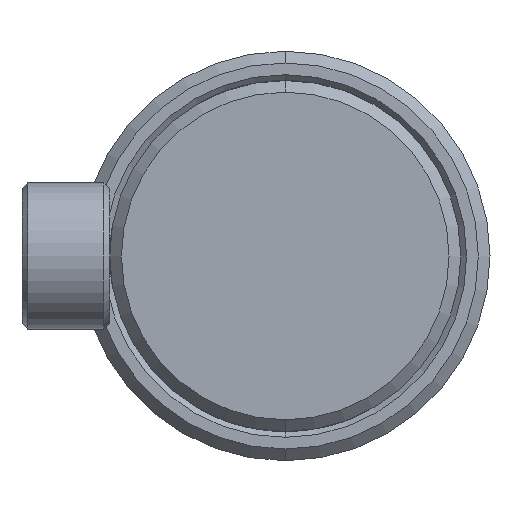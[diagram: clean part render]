
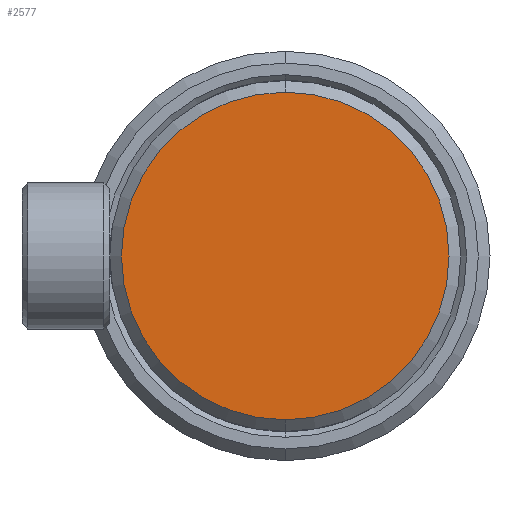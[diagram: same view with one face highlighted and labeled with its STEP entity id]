
A CAD part, left-side view. The second image highlights one B-rep face of the part: STEP entity #2577.
In plain terms, the highlighted planar face has unit normal (-1, 0, 0).
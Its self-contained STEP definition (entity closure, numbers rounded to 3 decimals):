
#310 = FACE_OUTER_BOUND ( 'NONE', #878, .T. ) ;
#365 = DIRECTION ( 'NONE',  ( 1., 0., 0. ) ) ;
#565 = ORIENTED_EDGE ( 'NONE', *, *, #2413, .T. ) ;
#699 = EDGE_CURVE ( 'NONE', #1076, #2926, #2622, .T. ) ;
#796 = CARTESIAN_POINT ( 'NONE',  ( -47., 0., 0. ) ) ;
#878 = EDGE_LOOP ( 'NONE', ( #1767, #565 ) ) ;
#1037 = DIRECTION ( 'NONE',  ( 0., 0., -1. ) ) ;
#1076 = VERTEX_POINT ( 'NONE', #2596 ) ;
#1417 = CIRCLE ( 'NONE', #2579, 28. ) ;
#1615 = DIRECTION ( 'NONE',  ( 0., 0., -1. ) ) ;
#1767 = ORIENTED_EDGE ( 'NONE', *, *, #699, .T. ) ;
#1797 = CARTESIAN_POINT ( 'NONE',  ( -47., 30., 0. ) ) ;
#1826 = CARTESIAN_POINT ( 'NONE',  ( -47., 0., 28. ) ) ;
#2054 = DIRECTION ( 'NONE',  ( 0., 0., -1. ) ) ;
#2413 = EDGE_CURVE ( 'NONE', #2926, #1076, #1417, .T. ) ;
#2488 = DIRECTION ( 'NONE',  ( -1., 0., 0. ) ) ;
#2577 = ADVANCED_FACE ( 'NONE', ( #310 ), #2791, .F. ) ;
#2579 = AXIS2_PLACEMENT_3D ( 'NONE', #796, #2488, #1037 ) ;
#2584 = DIRECTION ( 'NONE',  ( -1., 0., 0. ) ) ;
#2596 = CARTESIAN_POINT ( 'NONE',  ( -47., 0., -28. ) ) ;
#2622 = CIRCLE ( 'NONE', #3114, 28. ) ;
#2626 = AXIS2_PLACEMENT_3D ( 'NONE', #1797, #365, #2054 ) ;
#2762 = CARTESIAN_POINT ( 'NONE',  ( -47., 0., 0. ) ) ;
#2791 = PLANE ( 'NONE',  #2626 ) ;
#2926 = VERTEX_POINT ( 'NONE', #1826 ) ;
#3114 = AXIS2_PLACEMENT_3D ( 'NONE', #2762, #2584, #1615 ) ;
